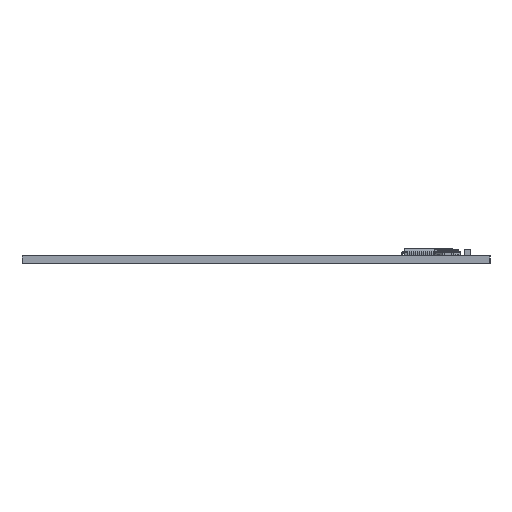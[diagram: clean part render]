
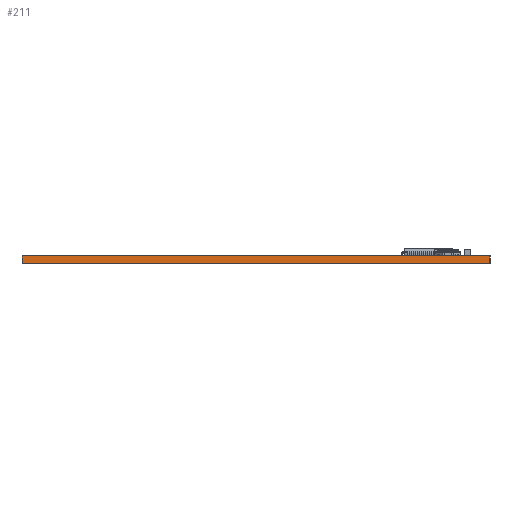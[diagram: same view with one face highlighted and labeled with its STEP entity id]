
A CAD part, left-side view. The second image highlights one B-rep face of the part: STEP entity #211.
In plain terms, the highlighted planar face has unit normal (-1, 0, 0).
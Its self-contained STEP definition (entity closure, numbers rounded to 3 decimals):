
#153 = EDGE_CURVE('',#154,#156,#158,.T.);
#154 = VERTEX_POINT('',#155);
#155 = CARTESIAN_POINT('',(-40.8,-158.7,0.));
#156 = VERTEX_POINT('',#157);
#157 = CARTESIAN_POINT('',(-40.8,-158.7,-1.6));
#158 = LINE('',#159,#160);
#159 = CARTESIAN_POINT('',(-40.8,-158.7,0.));
#160 = VECTOR('',#161,1.);
#161 = DIRECTION('',(0.,0.,-1.));
#186 = VERTEX_POINT('',#187);
#187 = CARTESIAN_POINT('',(-40.8,-65.,-1.6));
#193 = EDGE_CURVE('',#194,#186,#196,.T.);
#194 = VERTEX_POINT('',#195);
#195 = CARTESIAN_POINT('',(-40.8,-65.,0.));
#196 = LINE('',#197,#198);
#197 = CARTESIAN_POINT('',(-40.8,-65.,0.));
#198 = VECTOR('',#199,1.);
#199 = DIRECTION('',(0.,0.,-1.));
#211 = ADVANCED_FACE('',(#212),#228,.F.);
#212 = FACE_BOUND('',#213,.F.);
#213 = EDGE_LOOP('',(#214,#215,#221,#222));
#214 = ORIENTED_EDGE('',*,*,#153,.T.);
#215 = ORIENTED_EDGE('',*,*,#216,.T.);
#216 = EDGE_CURVE('',#156,#186,#217,.T.);
#217 = LINE('',#218,#219);
#218 = CARTESIAN_POINT('',(-40.8,-158.7,-1.6));
#219 = VECTOR('',#220,1.);
#220 = DIRECTION('',(0.,1.,0.));
#221 = ORIENTED_EDGE('',*,*,#193,.F.);
#222 = ORIENTED_EDGE('',*,*,#223,.F.);
#223 = EDGE_CURVE('',#154,#194,#224,.T.);
#224 = LINE('',#225,#226);
#225 = CARTESIAN_POINT('',(-40.8,-158.7,0.));
#226 = VECTOR('',#227,1.);
#227 = DIRECTION('',(0.,1.,0.));
#228 = PLANE('',#229);
#229 = AXIS2_PLACEMENT_3D('',#230,#231,#232);
#230 = CARTESIAN_POINT('',(-40.8,-158.7,0.));
#231 = DIRECTION('',(1.,-0.,0.));
#232 = DIRECTION('',(0.,1.,0.));
